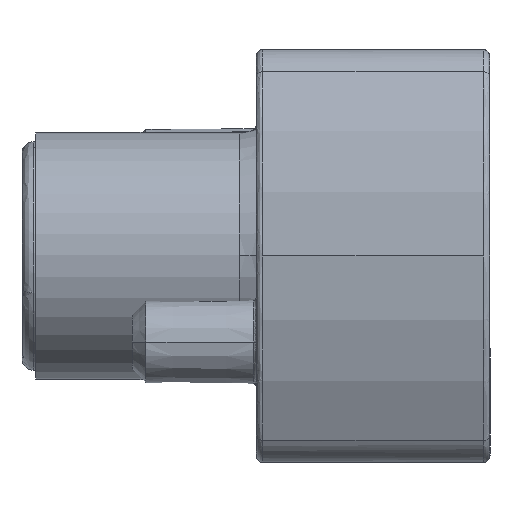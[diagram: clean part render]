
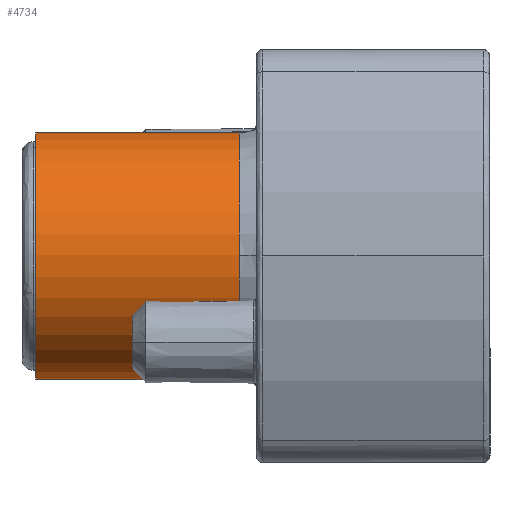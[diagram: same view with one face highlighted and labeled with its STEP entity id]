
A CAD part, left-side view. The second image highlights one B-rep face of the part: STEP entity #4734.
In plain terms, the highlighted cylindrical face has radius 2.28 mm (diameter 4.559 mm), a partial arc.
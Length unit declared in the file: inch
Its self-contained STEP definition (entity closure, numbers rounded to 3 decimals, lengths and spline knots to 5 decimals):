
#920 = ORIENTED_EDGE ( 'NONE', *, *, #20038, .F. ) ;
#921 = ORIENTED_EDGE ( 'NONE', *, *, #20823, .T. ) ;
#922 = ORIENTED_EDGE ( 'NONE', *, *, #19594, .T. ) ;
#923 = ORIENTED_EDGE ( 'NONE', *, *, #20050, .T. ) ;
#924 = ORIENTED_EDGE ( 'NONE', *, *, #20822, .T. ) ;
#1938 = AXIS2_PLACEMENT_3D ( 'NONE', #25357, #25345, #25366 ) ;
#2711 = LINE ( 'NONE', #28813, #2719 ) ;
#2719 = VECTOR ( 'NONE', #28814, 39.37008 ) ;
#2764 = LINE ( 'NONE', #28841, #2771 ) ;
#2771 = VECTOR ( 'NONE', #28842, 39.37008 ) ;
#3900 = AXIS2_PLACEMENT_3D ( 'NONE', #6554, #6555, #6556 ) ;
#4734 = ADVANCED_FACE ( 'NONE', ( #23458 ), #23467, .T. ) ;
#6554 = CARTESIAN_POINT ( 'NONE',  ( -2.7009, 0.18221, 0.15 ) ) ;
#6555 = DIRECTION ( 'NONE',  ( 0., 1., 0. ) ) ;
#6556 = DIRECTION ( 'NONE',  ( 0.004, 0., 1. ) ) ;
#7749 = CARTESIAN_POINT ( 'NONE',  ( -2.7009, 0.33005, 0.15 ) ) ;
#7750 = DIRECTION ( 'NONE',  ( 0., -1., 0. ) ) ;
#7751 = DIRECTION ( 'NONE',  ( 0.004, 0., 1. ) ) ;
#7754 = CARTESIAN_POINT ( 'NONE',  ( -2.7009, 0.18221, 0.15 ) ) ;
#7755 = DIRECTION ( 'NONE',  ( 0., 1., 0. ) ) ;
#7756 = DIRECTION ( 'NONE',  ( 0.004, 0., 1. ) ) ;
#8008 = CIRCLE ( 'NONE', #8464, 0.08975 ) ;
#8009 = CIRCLE ( 'NONE', #8465, 0.08975 ) ;
#8464 = AXIS2_PLACEMENT_3D ( 'NONE', #7749, #7750, #7751 ) ;
#8465 = AXIS2_PLACEMENT_3D ( 'NONE', #7754, #7755, #7756 ) ;
#9149 = CIRCLE ( 'NONE', #3900, 0.08975 ) ;
#15123 = CARTESIAN_POINT ( 'NONE',  ( -2.7005, 0.18221, 0.23975 ) ) ;
#15126 = CARTESIAN_POINT ( 'NONE',  ( -2.79065, 0.18221, 0.1504 ) ) ;
#15228 = CARTESIAN_POINT ( 'NONE',  ( -2.7013, 0.18221, 0.06025 ) ) ;
#15232 = CARTESIAN_POINT ( 'NONE',  ( -2.7013, 0.33005, 0.06025 ) ) ;
#15233 = CARTESIAN_POINT ( 'NONE',  ( -2.7005, 0.33005, 0.23975 ) ) ;
#19594 = EDGE_CURVE ( 'NONE', #29823, #29787, #9149, .T. ) ;
#20038 = EDGE_CURVE ( 'NONE', #30469, #30476, #2711, .T. ) ;
#20050 = EDGE_CURVE ( 'NONE', #29787, #30478, #2764, .T. ) ;
#20822 = EDGE_CURVE ( 'NONE', #30478, #30476, #8008, .T. ) ;
#20823 = EDGE_CURVE ( 'NONE', #30469, #29823, #8009, .T. ) ;
#23458 = FACE_OUTER_BOUND ( 'NONE', #29727, .T. ) ;
#23467 = CYLINDRICAL_SURFACE ( 'NONE', #1938, 0.08975 ) ;
#25345 = DIRECTION ( 'NONE',  ( 0., 1., 0. ) ) ;
#25357 = CARTESIAN_POINT ( 'NONE',  ( -2.7009, 0.25613, 0.15 ) ) ;
#25366 = DIRECTION ( 'NONE',  ( 0.004, 0., 1. ) ) ;
#28813 = CARTESIAN_POINT ( 'NONE',  ( -2.7013, 0.25613, 0.06025 ) ) ;
#28814 = DIRECTION ( 'NONE',  ( 0., 1., 0. ) ) ;
#28841 = CARTESIAN_POINT ( 'NONE',  ( -2.7005, 0.25613, 0.23975 ) ) ;
#28842 = DIRECTION ( 'NONE',  ( 0., 1., 0. ) ) ;
#29727 = EDGE_LOOP ( 'NONE', ( #920, #921, #922, #923, #924 ) ) ;
#29787 = VERTEX_POINT ( 'NONE', #15123 ) ;
#29823 = VERTEX_POINT ( 'NONE', #15126 ) ;
#30469 = VERTEX_POINT ( 'NONE', #15228 ) ;
#30476 = VERTEX_POINT ( 'NONE', #15232 ) ;
#30478 = VERTEX_POINT ( 'NONE', #15233 ) ;
